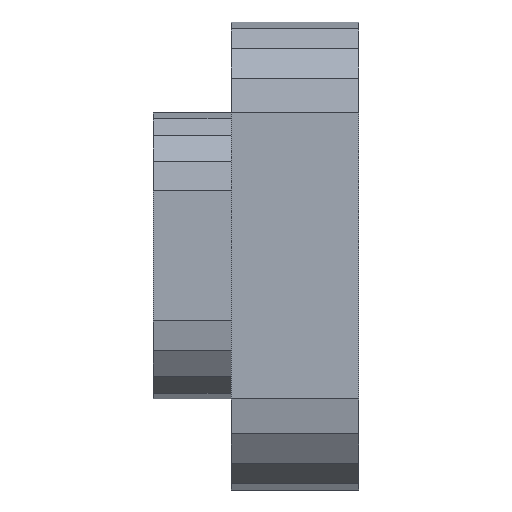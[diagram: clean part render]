
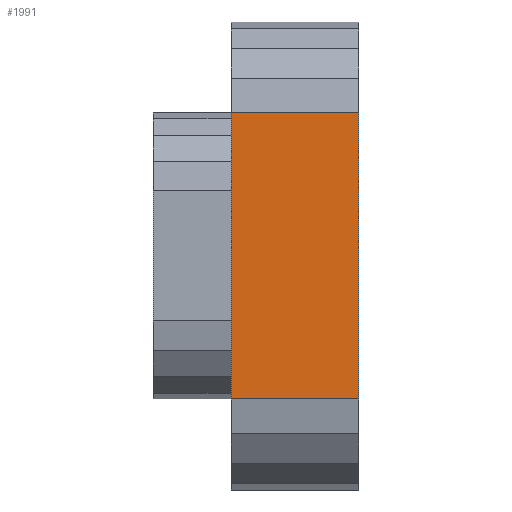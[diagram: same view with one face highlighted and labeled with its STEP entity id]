
A CAD part, left-side view. The second image highlights one B-rep face of the part: STEP entity #1991.
In plain terms, the highlighted planar face has unit normal (-1, 0, 0).
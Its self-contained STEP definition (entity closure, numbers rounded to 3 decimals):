
#72 = PLANE('',#73);
#73 = AXIS2_PLACEMENT_3D('',#74,#75,#76);
#74 = CARTESIAN_POINT('',(0.,0.,0.));
#75 = DIRECTION('',(-0.,-1.,-0.));
#76 = DIRECTION('',(0.,0.,-1.));
#660 = VERTEX_POINT('',#661);
#661 = CARTESIAN_POINT('',(-9.,0.,5.5));
#675 = PLANE('',#676);
#676 = AXIS2_PLACEMENT_3D('',#677,#678,#679);
#677 = CARTESIAN_POINT('',(-8.867,2.45,6.17)
  );
#678 = DIRECTION('',(-0.981,0.,0.195)
  );
#679 = DIRECTION('',(-0.195,0.,-0.981));
#687 = EDGE_CURVE('',#660,#688,#690,.T.);
#688 = VERTEX_POINT('',#689);
#689 = CARTESIAN_POINT('',(-9.,0.,-5.5));
#690 = SURFACE_CURVE('',#691,(#695,#702),.PCURVE_S1.);
#691 = LINE('',#692,#693);
#692 = CARTESIAN_POINT('',(-9.,0.,5.5));
#693 = VECTOR('',#694,1.);
#694 = DIRECTION('',(0.,0.,-1.));
#695 = PCURVE('',#72,#696);
#696 = DEFINITIONAL_REPRESENTATION('',(#697),#701);
#697 = LINE('',#698,#699);
#698 = CARTESIAN_POINT('',(-5.5,-9.));
#699 = VECTOR('',#700,1.);
#700 = DIRECTION('',(1.,0.));
#701 = ( GEOMETRIC_REPRESENTATION_CONTEXT(2) 
PARAMETRIC_REPRESENTATION_CONTEXT() REPRESENTATION_CONTEXT('2D SPACE',''
  ) );
#702 = PCURVE('',#703,#708);
#703 = PLANE('',#704);
#704 = AXIS2_PLACEMENT_3D('',#705,#706,#707);
#705 = CARTESIAN_POINT('',(-9.,2.45,0.));
#706 = DIRECTION('',(-1.,-0.,-0.));
#707 = DIRECTION('',(0.,0.,-1.));
#708 = DEFINITIONAL_REPRESENTATION('',(#709),#713);
#709 = LINE('',#710,#711);
#710 = CARTESIAN_POINT('',(-5.5,2.45));
#711 = VECTOR('',#712,1.);
#712 = DIRECTION('',(1.,0.));
#713 = ( GEOMETRIC_REPRESENTATION_CONTEXT(2) 
PARAMETRIC_REPRESENTATION_CONTEXT() REPRESENTATION_CONTEXT('2D SPACE',''
  ) );
#731 = PLANE('',#732);
#732 = AXIS2_PLACEMENT_3D('',#733,#734,#735);
#733 = CARTESIAN_POINT('',(-8.867,2.45,-6.17
    ));
#734 = DIRECTION('',(-0.981,0.,-0.195
    ));
#735 = DIRECTION('',(0.195,0.,-0.981));
#1218 = PLANE('',#1219);
#1219 = AXIS2_PLACEMENT_3D('',#1220,#1221,#1222);
#1220 = CARTESIAN_POINT('',(0.,4.9,
    0.));
#1221 = DIRECTION('',(0.,1.,0.));
#1222 = DIRECTION('',(0.,0.,1.));
#1948 = EDGE_CURVE('',#1949,#688,#1951,.T.);
#1949 = VERTEX_POINT('',#1950);
#1950 = CARTESIAN_POINT('',(-9.,4.9,-5.5));
#1951 = SURFACE_CURVE('',#1952,(#1956,#1963),.PCURVE_S1.);
#1952 = LINE('',#1953,#1954);
#1953 = CARTESIAN_POINT('',(-9.,4.9,-5.5));
#1954 = VECTOR('',#1955,1.);
#1955 = DIRECTION('',(0.,-1.,0.));
#1956 = PCURVE('',#731,#1957);
#1957 = DEFINITIONAL_REPRESENTATION('',(#1958),#1962);
#1958 = LINE('',#1959,#1960);
#1959 = CARTESIAN_POINT('',(-0.683,-2.45));
#1960 = VECTOR('',#1961,1.);
#1961 = DIRECTION('',(0.,1.));
#1962 = ( GEOMETRIC_REPRESENTATION_CONTEXT(2) 
PARAMETRIC_REPRESENTATION_CONTEXT() REPRESENTATION_CONTEXT('2D SPACE',''
  ) );
#1963 = PCURVE('',#703,#1964);
#1964 = DEFINITIONAL_REPRESENTATION('',(#1965),#1969);
#1965 = LINE('',#1966,#1967);
#1966 = CARTESIAN_POINT('',(5.5,-2.45));
#1967 = VECTOR('',#1968,1.);
#1968 = DIRECTION('',(0.,1.));
#1969 = ( GEOMETRIC_REPRESENTATION_CONTEXT(2) 
PARAMETRIC_REPRESENTATION_CONTEXT() REPRESENTATION_CONTEXT('2D SPACE',''
  ) );
#1991 = ADVANCED_FACE('',(#1992),#703,.T.);
#1992 = FACE_BOUND('',#1993,.T.);
#1993 = EDGE_LOOP('',(#1994,#1995,#1996,#2019));
#1994 = ORIENTED_EDGE('',*,*,#1948,.T.);
#1995 = ORIENTED_EDGE('',*,*,#687,.F.);
#1996 = ORIENTED_EDGE('',*,*,#1997,.F.);
#1997 = EDGE_CURVE('',#1998,#660,#2000,.T.);
#1998 = VERTEX_POINT('',#1999);
#1999 = CARTESIAN_POINT('',(-9.,4.9,5.5));
#2000 = SURFACE_CURVE('',#2001,(#2005,#2012),.PCURVE_S1.);
#2001 = LINE('',#2002,#2003);
#2002 = CARTESIAN_POINT('',(-9.,4.9,5.5));
#2003 = VECTOR('',#2004,1.);
#2004 = DIRECTION('',(0.,-1.,0.));
#2005 = PCURVE('',#703,#2006);
#2006 = DEFINITIONAL_REPRESENTATION('',(#2007),#2011);
#2007 = LINE('',#2008,#2009);
#2008 = CARTESIAN_POINT('',(-5.5,-2.45));
#2009 = VECTOR('',#2010,1.);
#2010 = DIRECTION('',(0.,1.));
#2011 = ( GEOMETRIC_REPRESENTATION_CONTEXT(2) 
PARAMETRIC_REPRESENTATION_CONTEXT() REPRESENTATION_CONTEXT('2D SPACE',''
  ) );
#2012 = PCURVE('',#675,#2013);
#2013 = DEFINITIONAL_REPRESENTATION('',(#2014),#2018);
#2014 = LINE('',#2015,#2016);
#2015 = CARTESIAN_POINT('',(0.683,-2.45));
#2016 = VECTOR('',#2017,1.);
#2017 = DIRECTION('',(0.,1.));
#2018 = ( GEOMETRIC_REPRESENTATION_CONTEXT(2) 
PARAMETRIC_REPRESENTATION_CONTEXT() REPRESENTATION_CONTEXT('2D SPACE',''
  ) );
#2019 = ORIENTED_EDGE('',*,*,#2020,.T.);
#2020 = EDGE_CURVE('',#1998,#1949,#2021,.T.);
#2021 = SURFACE_CURVE('',#2022,(#2026,#2033),.PCURVE_S1.);
#2022 = LINE('',#2023,#2024);
#2023 = CARTESIAN_POINT('',(-9.,4.9,5.5));
#2024 = VECTOR('',#2025,1.);
#2025 = DIRECTION('',(0.,0.,-1.));
#2026 = PCURVE('',#703,#2027);
#2027 = DEFINITIONAL_REPRESENTATION('',(#2028),#2032);
#2028 = LINE('',#2029,#2030);
#2029 = CARTESIAN_POINT('',(-5.5,-2.45));
#2030 = VECTOR('',#2031,1.);
#2031 = DIRECTION('',(1.,0.));
#2032 = ( GEOMETRIC_REPRESENTATION_CONTEXT(2) 
PARAMETRIC_REPRESENTATION_CONTEXT() REPRESENTATION_CONTEXT('2D SPACE',''
  ) );
#2033 = PCURVE('',#1218,#2034);
#2034 = DEFINITIONAL_REPRESENTATION('',(#2035),#2039);
#2035 = LINE('',#2036,#2037);
#2036 = CARTESIAN_POINT('',(5.5,-9.));
#2037 = VECTOR('',#2038,1.);
#2038 = DIRECTION('',(-1.,0.));
#2039 = ( GEOMETRIC_REPRESENTATION_CONTEXT(2) 
PARAMETRIC_REPRESENTATION_CONTEXT() REPRESENTATION_CONTEXT('2D SPACE',''
  ) );
